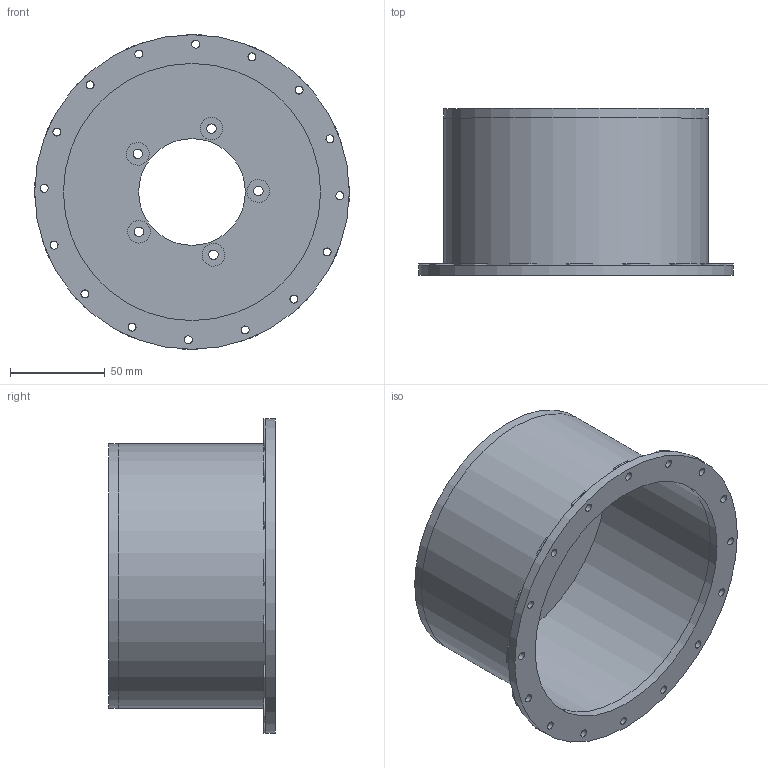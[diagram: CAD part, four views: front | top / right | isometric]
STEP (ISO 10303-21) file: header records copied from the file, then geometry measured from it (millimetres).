
FILE_DESCRIPTION(/* description */ (''),/* implementation_level */ '2;1');
FILE_NAME(/* name */ 'fond rotateur ep5 v2.step',/* time_stamp */ '2020-03-09T11:22:54+00:00',/* author */ (''),/* organization */ (''),/* preprocessor_version */ 'ST-DEVELOPER v18',/* originating_system */ 'Autodesk Translation Framework v8.12.0.6',/* authorisation */ '');
FILE_SCHEMA (('AUTOMOTIVE_DESIGN { 1 0 10303 214 3 1 1 }'));
Length unit declared in the file: millimetre
Products named in the file (4): fond rotateur ep5; rotateur tube; rotateur colerette haut 16 trous ep5; rotateur base ep 5
Assembly tree (3 placements, depth 2):
  fond rotateur ep5
    rotateur tube
    rotateur colerette haut 16 trous ep5
    rotateur base ep 5
Bounding box: 166 x 87.92 x 166 mm (x, y, z)
Volume: 168392.4 mm3; surface area: 123941.9 mm2
Topology: 24 solids, 24 shells, 133 faces, 267 edges, 182 vertices
Faces by surface type: cylinder 85, plane 48
Full cylindrical faces by diameter (mm): 4.2 x32, 5 x10, 12 x5, 56.3 x1, 135.7 x2, 139.7 x2, 166 x1
Entity records: 3857 total; most frequent: DIRECTION 729, CARTESIAN_POINT 589, ORIENTED_EDGE 534, AXIS2_PLACEMENT_3D 322, EDGE_CURVE 267, EDGE_LOOP 223, CIRCLE 182, VERTEX_POINT 182
